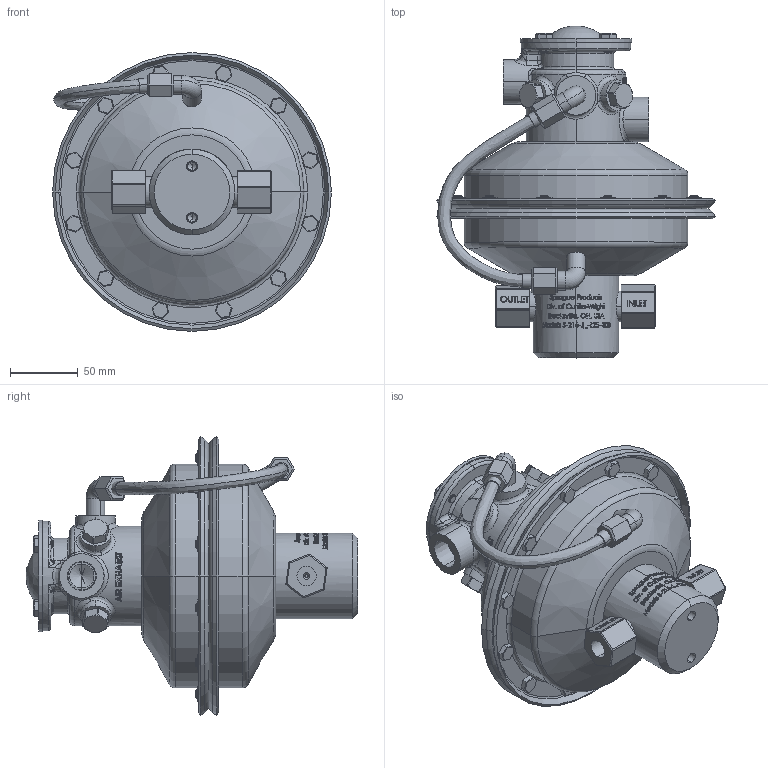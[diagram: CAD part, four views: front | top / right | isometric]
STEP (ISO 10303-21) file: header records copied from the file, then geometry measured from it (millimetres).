
FILE_DESCRIPTION (( 'STEP AP214' ), '1' );
FILE_NAME ('S216J-125-300.STEP', '2014-10-28T00:09:22', ( '' ), ( '' ), 'SwSTEP 2.0', 'SolidWorks 2014', '' );
FILE_SCHEMA (( 'AUTOMOTIVE_DESIGN' ));
Length unit declared in the file: inch
Products named in the file (7): 1-4 x 1-2in hex bolt; Air tube; Air fitting; Air valve; Main housing; Liquid body, 125-300; S216J-125-300
Assembly tree (10 placements, depth 2):
  S216J-125-300
    Liquid body, 125-300
    Main housing
    Air valve
    Air fitting  x2
    Air tube
    1-4 x 1-2in hex bolt  x4
Bounding box: 206.38 x 245.77 x 206.38 mm (x, y, z)
Volume: 2462998 mm3; surface area: 200003.2 mm2
Topology: 10 solids, 10 shells, 2238 faces, 5740 edges, 3693 vertices
Faces by surface type: plane 1107, bspline 670, cylinder 288, cone 134, torus 38, sphere 1
Entity records: 162553 total; most frequent: CARTESIAN_POINT 94046, ORIENTED_EDGE 11086, DIRECTION 7201, EDGE_CURVE 5543, VERTEX_POINT 3587, AXIS2_PLACEMENT_3D 2440, EDGE_LOOP 2348, VECTOR 2321
